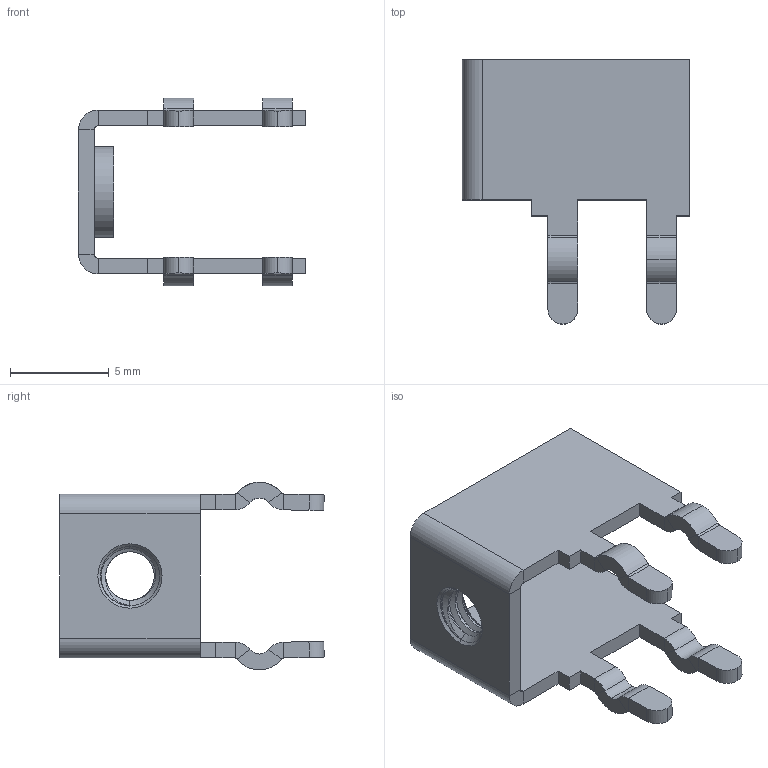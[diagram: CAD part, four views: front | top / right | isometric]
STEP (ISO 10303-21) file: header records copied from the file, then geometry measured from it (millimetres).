
FILE_DESCRIPTION (( 'STEP AP214' ), '1' );
FILE_NAME ('7790.STEP', '2020-07-14T19:30:41', ( '' ), ( '' ), 'SwSTEP 2.0', 'SolidWorks 2017', '' );
FILE_SCHEMA (( 'AUTOMOTIVE_DESIGN' ));
Length unit declared in the file: millimetre
Products named in the file (1): 7790
Bounding box: 11.5 x 13.38 x 9.5 mm (x, y, z)
Volume: 204.3 mm3; surface area: 618.3 mm2
Topology: 1 solids, 1 shells, 138 faces, 316 edges, 181 vertices
Faces by surface type: plane 75, cylinder 49, bspline 10, cone 4
Entity records: 6391 total; most frequent: CARTESIAN_POINT 3324, DIRECTION 634, ORIENTED_EDGE 632, EDGE_CURVE 316, AXIS2_PLACEMENT_3D 223, VECTOR 188, LINE 188, VERTEX_POINT 181
